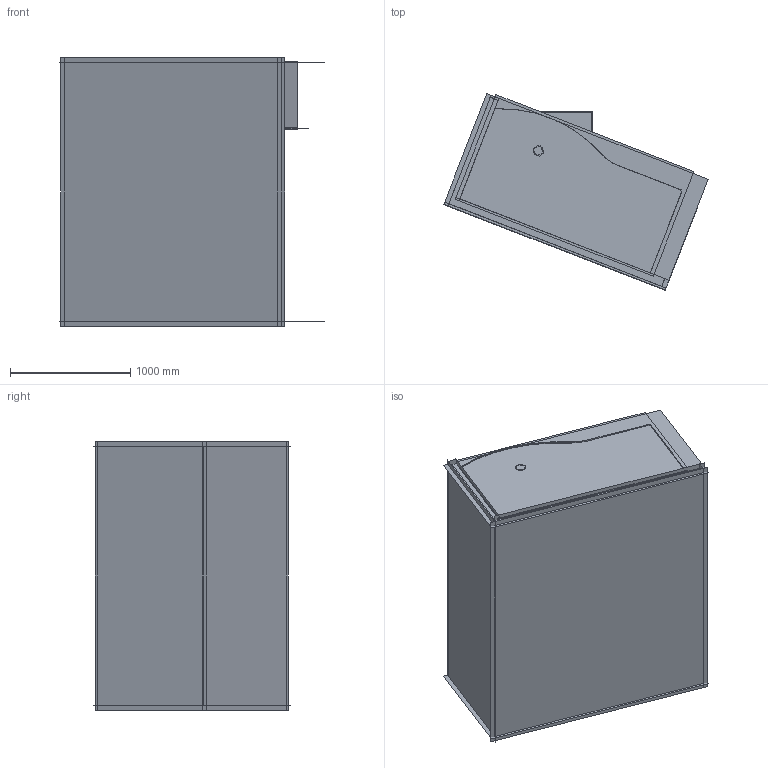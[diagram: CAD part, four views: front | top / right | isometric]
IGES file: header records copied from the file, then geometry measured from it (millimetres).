
Start section:  PTC IGES file: DOF90X.igs
Global section: file name: DOF90X.igs; native system: Pro/ENGINEER by Parametric Technology Corporation; preprocessor: 2010280; author: admin; organization: Unknown; date: 20140604.162941; units: millimetre
Bounding box: 2199.6 x 1636.05 x 2236 mm (x, y, z)
Surface area: 49618718.7 mm2 (no closed solid volume)
Topology: 0 solids, 0 shells, 3284 faces, 47887 edges, 62857 vertices
Faces by surface type: revolution 2174, bspline 1108, extrusion 2
